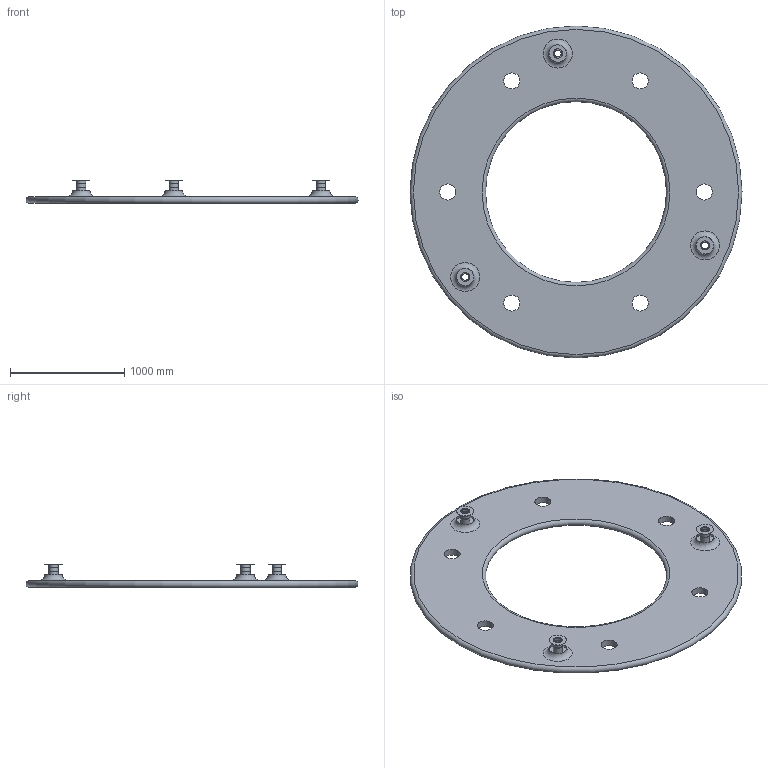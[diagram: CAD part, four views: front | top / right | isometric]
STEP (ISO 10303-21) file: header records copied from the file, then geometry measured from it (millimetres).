
FILE_DESCRIPTION(/* description */ (''),/* implementation_level */ '2;1');
FILE_NAME(/* name */ '21905.100X_3D.stp',/* time_stamp */ '2024-12-12T08:46:56+01:00',/* author */ ('CAD'),/* organization */ (''),/* preprocessor_version */ 'ST-DEVELOPER v20',/* originating_system */ 'AutoCAD Mechanical',/* authorisation */ '');
FILE_SCHEMA (('AUTOMOTIVE_DESIGN { 1 0 10303 214 3 1 1 }'));
Length unit declared in the file: centimetre
Products named in the file (2): Product; *S0
Assembly tree (1 placements, depth 2):
  Product
    *S0
Bounding box: 2900 x 2900 x 200 mm (x, y, z)
Volume: 274815641.9 mm3; surface area: 10341946.3 mm2
Topology: 4 solids, 4 shells, 115 faces, 219 edges, 127 vertices
Faces by surface type: cone 63, cylinder 24, plane 23, torus 5
Full cylindrical faces by diameter (mm): 70 x6, 80 x12, 140 x6
Entity records: 2988 total; most frequent: DIRECTION 587, CARTESIAN_POINT 464, ORIENTED_EDGE 438, AXIS2_PLACEMENT_3D 250, EDGE_CURVE 219, EDGE_LOOP 156, CIRCLE 132, VERTEX_POINT 127
